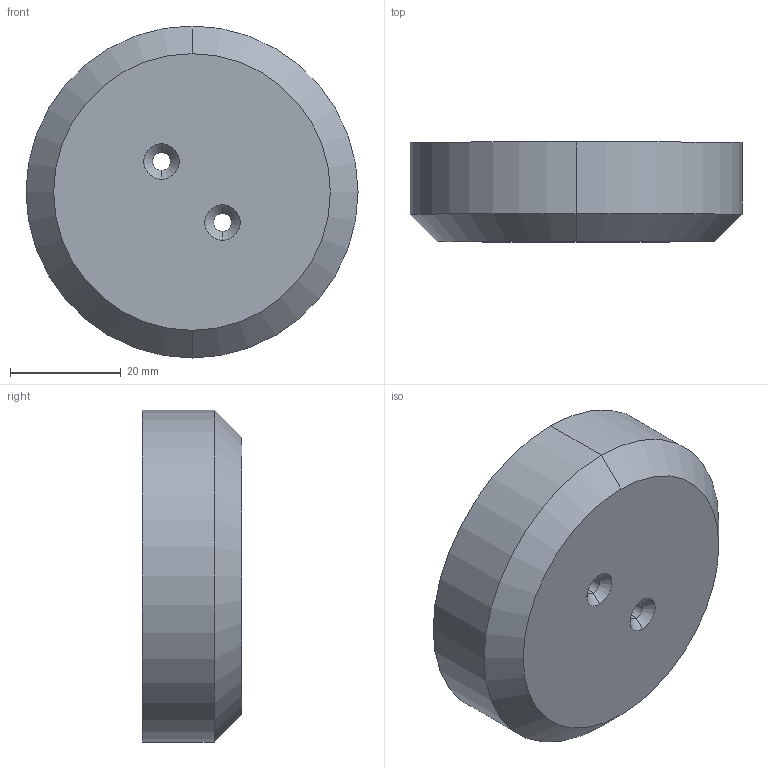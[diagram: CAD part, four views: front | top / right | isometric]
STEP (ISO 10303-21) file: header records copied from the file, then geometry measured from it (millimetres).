
FILE_DESCRIPTION (( 'STEP AP203' ), '1' );
FILE_NAME ('swivel retainer full cover.STEP', '2022-05-02T14:02:19', ( '' ), ( '' ), 'SwSTEP 2.0', 'SolidWorks 2020', '' );
FILE_SCHEMA (( 'CONFIG_CONTROL_DESIGN' ));
Length unit declared in the file: millimetre
Products named in the file (1): swivel retainer full cover
Bounding box: 60 x 18 x 60 mm (x, y, z)
Volume: 20739.6 mm3; surface area: 13018.6 mm2
Topology: 1 solids, 1 shells, 50 faces, 121 edges, 73 vertices
Faces by surface type: cone 19, cylinder 19, plane 12
Entity records: 1541 total; most frequent: DIRECTION 270, CARTESIAN_POINT 267, ORIENTED_EDGE 238, EDGE_CURVE 119, AXIS2_PLACEMENT_3D 108, VERTEX_POINT 73, CIRCLE 57, EDGE_LOOP 56
